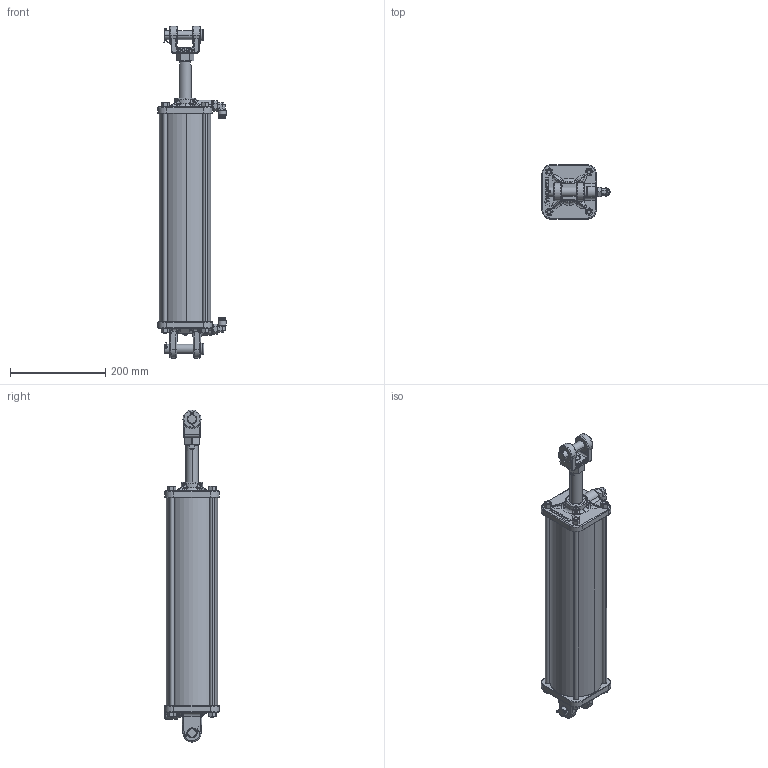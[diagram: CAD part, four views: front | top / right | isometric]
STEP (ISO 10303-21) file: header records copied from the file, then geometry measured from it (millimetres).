
FILE_DESCRIPTION (( 'STEP AP203' ), '1' );
FILE_NAME ('EA4S160D2N092NF.STEP', '2022-01-26T17:11:49', ( '' ), ( '' ), 'SwSTEP 2.0', 'SolidWorks 2021', '' );
FILE_SCHEMA (( 'CONFIG_CONTROL_DESIGN' ));
Length unit declared in the file: inch
Products named in the file (16): 4.0T16S LOGOTM; E4H  AS CAST RIBS MACHINED REV3; 1R16S075-16Z; 18cotter pin X 1.13; AQ69-DOTS-6X6; BDC-07M; 038HEXNUT; 5409-06V; EA4S160D2N092NF; 38-24TR16B; ZY-CP-290; 18cotter pin X .75; E4C AS CAST RIBS MACHINED REV3; APT40-0.75-16
Assembly tree (27 placements, depth 3):
  EA4S160D2N092NF
    E4H  AS CAST RIBS MACHINED REV3
    E4C AS CAST RIBS MACHINED REV3
    1R16S075-16Z
    BDC-07M
      BDC-07M
      ZY-CP-290
      18cotter pin X 1.13
    ZY-CP-290
      ZY-CP-290
      18cotter pin X .75
    4.0T16S LOGOTM
    38-24TR16B  x4
    038HEXNUT  x8
    APT40-0.75-16
    AQ69-DOTS-6X6  x2
    5409-06V
Bounding box: 143.46 x 114.3 x 698.5 mm (x, y, z)
Volume: 1681815.7 mm3; surface area: 577751.8 mm2
Topology: 27 solids, 27 shells, 1965 faces, 4649 edges, 2797 vertices
Faces by surface type: cone 560, plane 494, bspline 406, cylinder 310, torus 163, sphere 32
Entity records: 68935 total; most frequent: CARTESIAN_POINT 37218, ORIENTED_EDGE 6566, DIRECTION 5621, EDGE_CURVE 3283, AXIS2_PLACEMENT_3D 2208, VERTEX_POINT 1995, EDGE_LOOP 1508, FACE_OUTER_BOUND 1390
